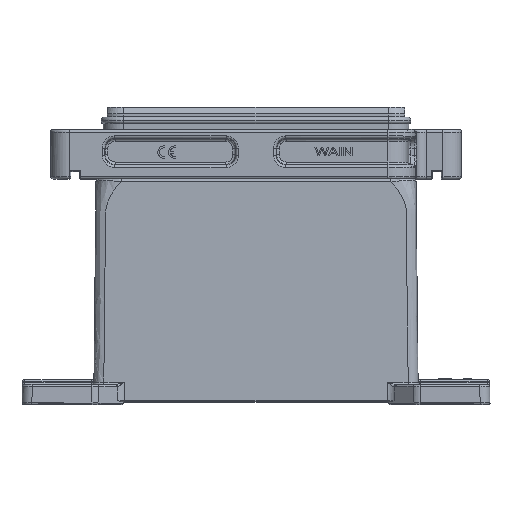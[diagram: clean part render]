
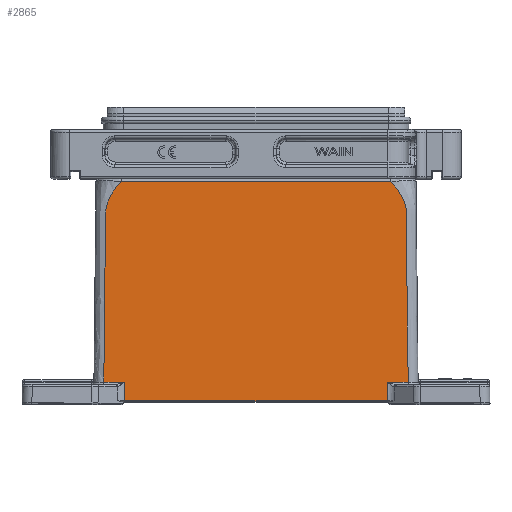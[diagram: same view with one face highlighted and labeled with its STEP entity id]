
A CAD part, top view. The second image highlights one B-rep face of the part: STEP entity #2865.
In plain terms, the highlighted planar face has unit normal (0, 0.011, 1).
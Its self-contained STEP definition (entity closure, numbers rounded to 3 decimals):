
#2865=ADVANCED_FACE('NONE',(#4825),#3830,.T.);
#3830=PLANE('',#24876);
#4825=FACE_OUTER_BOUND('',#6273,.T.);
#6273=EDGE_LOOP('',(#13991,#13992,#13993,#13994,#13995,#13996,#13997,#13998));
#7903=LINE('',#43090,#9431);
#7904=LINE('',#43134,#9432);
#7905=LINE('',#43136,#9433);
#7906=LINE('',#43138,#9434);
#7907=LINE('',#43140,#9435);
#7908=LINE('',#43142,#9436);
#9431=VECTOR('',#28816,1.);
#9432=VECTOR('',#28817,1.);
#9433=VECTOR('',#28818,1.);
#9434=VECTOR('',#28819,1.);
#9435=VECTOR('',#28820,1.);
#9436=VECTOR('',#28821,1.);
#13991=ORIENTED_EDGE('',*,*,#21289,.T.);
#13992=ORIENTED_EDGE('',*,*,#21290,.T.);
#13993=ORIENTED_EDGE('',*,*,#21291,.T.);
#13994=ORIENTED_EDGE('',*,*,#21292,.T.);
#13995=ORIENTED_EDGE('',*,*,#21293,.T.);
#13996=ORIENTED_EDGE('',*,*,#21294,.T.);
#13997=ORIENTED_EDGE('',*,*,#21295,.T.);
#13998=ORIENTED_EDGE('',*,*,#21296,.T.);
#18357=VERTEX_POINT('',#43088);
#18358=VERTEX_POINT('',#43089);
#18359=VERTEX_POINT('',#43091);
#18360=VERTEX_POINT('',#43133);
#18361=VERTEX_POINT('',#43135);
#18362=VERTEX_POINT('',#43137);
#18363=VERTEX_POINT('',#43139);
#18364=VERTEX_POINT('',#43141);
#21289=EDGE_CURVE('NONE',#18357,#18358,#23364,.T.);
#21290=EDGE_CURVE('NONE',#18358,#18359,#7903,.T.);
#21291=EDGE_CURVE('NONE',#18359,#18360,#23365,.T.);
#21292=EDGE_CURVE('NONE',#18360,#18361,#7904,.T.);
#21293=EDGE_CURVE('NONE',#18361,#18362,#7905,.T.);
#21294=EDGE_CURVE('NONE',#18362,#18363,#7906,.T.);
#21295=EDGE_CURVE('NONE',#18363,#18364,#7907,.T.);
#21296=EDGE_CURVE('NONE',#18364,#18357,#7908,.T.);
#23364=B_SPLINE_CURVE_WITH_KNOTS('',3,(#43044,#43045,#43046,#43047,#43048,
#43049,#43050,#43051,#43052,#43053,#43054,#43055,#43056,#43057,#43058,#43059,
#43060,#43061,#43062,#43063,#43064,#43065,#43066,#43067,#43068,#43069,#43070,
#43071,#43072,#43073,#43074,#43075,#43076,#43077,#43078,#43079,#43080,#43081,
#43082,#43083,#43084,#43085,#43086,#43087),.UNSPECIFIED.,.F.,.F.,(4,2,1,
1,1,1,1,1,2,2,1,1,1,1,1,2,2,2,2,2,2,2,2,1,2,2,2,4),(0.,0.5,
0.625,0.687,0.719,0.734,
0.742,0.746,0.748,0.75,0.781,
0.797,0.805,0.809,0.811,
0.812,0.812,0.816,0.82,
0.828,0.844,0.859,0.875,
0.906,0.922,0.937,0.969,
1.),.UNSPECIFIED.);
#23365=B_SPLINE_CURVE_WITH_KNOTS('',3,(#43092,#43093,#43094,#43095,#43096,
#43097,#43098,#43099,#43100,#43101,#43102,#43103,#43104,#43105,#43106,#43107,
#43108,#43109,#43110,#43111,#43112,#43113,#43114,#43115,#43116,#43117,#43118,
#43119,#43120,#43121,#43122,#43123,#43124,#43125,#43126,#43127,#43128,#43129,
#43130,#43131,#43132),.UNSPECIFIED.,.F.,.F.,(4,1,1,1,2,2,1,2,2,1,1,1,2,
2,1,1,1,1,1,2,2,1,1,1,1,1,2,2,4),(0.,0.062,0.094,
0.109,0.117,0.125,0.141,
0.148,0.156,0.172,0.18,
0.184,0.186,0.187,0.219,
0.234,0.242,0.246,0.248,
0.249,0.25,0.375,0.437,
0.469,0.484,0.492,0.496,
0.5,1.),.UNSPECIFIED.);
#24876=AXIS2_PLACEMENT_3D('',#43143,#28822,#28823);
#28816=DIRECTION('',(-1.,0.,0.));
#28817=DIRECTION('',(1.,0.,0.));
#28818=DIRECTION('',(0.014,-1.,0.01));
#28819=DIRECTION('',(1.,0.,0.));
#28820=DIRECTION('',(0.014,1.,-0.01));
#28821=DIRECTION('',(1.,0.,0.));
#28822=DIRECTION('',(0.,0.01,1.));
#28823=DIRECTION('',(0.,-1.,0.01));
#43044=CARTESIAN_POINT('',(61.459,7.99,29.859));
#43045=CARTESIAN_POINT('',(61.314,21.789,29.714));
#43046=CARTESIAN_POINT('',(61.17,35.589,29.57));
#43047=CARTESIAN_POINT('',(60.989,52.838,29.389));
#43048=CARTESIAN_POINT('',(60.935,58.013,29.335));
#43049=CARTESIAN_POINT('',(60.872,64.05,29.272));
#43050=CARTESIAN_POINT('',(60.84,67.069,29.24));
#43051=CARTESIAN_POINT('',(60.825,68.578,29.224));
#43052=CARTESIAN_POINT('',(60.817,69.333,29.216));
#43053=CARTESIAN_POINT('',(60.813,69.71,29.212));
#43054=CARTESIAN_POINT('',(60.811,69.872,29.211));
#43055=CARTESIAN_POINT('',(60.81,69.98,29.21));
#43056=CARTESIAN_POINT('',(60.81,69.993,29.21));
#43057=CARTESIAN_POINT('',(60.793,71.601,29.193));
#43058=CARTESIAN_POINT('',(60.774,73.383,29.174));
#43059=CARTESIAN_POINT('',(60.762,74.608,29.161));
#43060=CARTESIAN_POINT('',(60.758,75.006,29.157));
#43061=CARTESIAN_POINT('',(60.757,75.152,29.155));
#43062=CARTESIAN_POINT('',(60.756,75.211,29.155));
#43063=CARTESIAN_POINT('',(60.756,75.234,29.155));
#43064=CARTESIAN_POINT('',(60.756,75.249,29.154));
#43065=CARTESIAN_POINT('',(60.756,75.224,29.155));
#43066=CARTESIAN_POINT('',(60.754,75.414,29.153));
#43067=CARTESIAN_POINT('',(60.753,75.544,29.151));
#43068=CARTESIAN_POINT('',(60.75,75.76,29.149));
#43069=CARTESIAN_POINT('',(60.75,75.791,29.149));
#43070=CARTESIAN_POINT('',(60.743,76.144,29.145));
#43071=CARTESIAN_POINT('',(60.736,76.342,29.143));
#43072=CARTESIAN_POINT('',(60.698,76.981,29.136));
#43073=CARTESIAN_POINT('',(60.651,77.422,29.132));
#43074=CARTESIAN_POINT('',(60.524,78.261,29.123));
#43075=CARTESIAN_POINT('',(60.442,78.68,29.119));
#43076=CARTESIAN_POINT('',(60.241,79.518,29.11));
#43077=CARTESIAN_POINT('',(60.111,79.969,29.105));
#43078=CARTESIAN_POINT('',(59.731,81.127,29.093));
#43079=CARTESIAN_POINT('',(59.255,82.285,29.081));
#43080=CARTESIAN_POINT('',(58.636,83.441,29.069));
#43081=CARTESIAN_POINT('',(58.191,84.212,29.061));
#43082=CARTESIAN_POINT('',(57.929,84.635,29.056));
#43083=CARTESIAN_POINT('',(57.241,85.678,29.045));
#43084=CARTESIAN_POINT('',(56.708,86.401,29.038));
#43085=CARTESIAN_POINT('',(55.629,87.734,29.024));
#43086=CARTESIAN_POINT('',(55.059,88.382,29.017));
#43087=CARTESIAN_POINT('',(54.46,89.01,29.01));
#43088=CARTESIAN_POINT('',(61.459,7.99,29.859));
#43089=CARTESIAN_POINT('',(54.46,89.01,29.01));
#43090=CARTESIAN_POINT('',(-68.294,89.01,29.01));
#43091=CARTESIAN_POINT('',(-54.461,89.011,29.01));
#43092=CARTESIAN_POINT('',(-54.461,89.011,29.01));
#43093=CARTESIAN_POINT('',(-55.827,87.57,29.025));
#43094=CARTESIAN_POINT('',(-57.542,85.408,29.048));
#43095=CARTESIAN_POINT('',(-58.958,82.883,29.075));
#43096=CARTESIAN_POINT('',(-59.52,81.619,29.088));
#43097=CARTESIAN_POINT('',(-59.73,81.078,29.093));
#43098=CARTESIAN_POINT('',(-59.862,80.717,29.097));
#43099=CARTESIAN_POINT('',(-59.916,80.564,29.099));
#43100=CARTESIAN_POINT('',(-60.122,79.938,29.105));
#43101=CARTESIAN_POINT('',(-60.3,79.31,29.112));
#43102=CARTESIAN_POINT('',(-60.437,78.681,29.119));
#43103=CARTESIAN_POINT('',(-60.519,78.262,29.123));
#43104=CARTESIAN_POINT('',(-60.562,78.012,29.126));
#43105=CARTESIAN_POINT('',(-60.639,77.502,29.131));
#43106=CARTESIAN_POINT('',(-60.698,76.925,29.137));
#43107=CARTESIAN_POINT('',(-60.737,76.133,29.145));
#43108=CARTESIAN_POINT('',(-60.749,75.707,29.15));
#43109=CARTESIAN_POINT('',(-60.752,75.519,29.152));
#43110=CARTESIAN_POINT('',(-60.754,75.391,29.153));
#43111=CARTESIAN_POINT('',(-60.755,75.272,29.154));
#43112=CARTESIAN_POINT('',(-60.757,75.104,29.156));
#43113=CARTESIAN_POINT('',(-60.765,74.338,29.164));
#43114=CARTESIAN_POINT('',(-60.783,72.521,29.183));
#43115=CARTESIAN_POINT('',(-60.795,71.381,29.195));
#43116=CARTESIAN_POINT('',(-60.802,70.754,29.202));
#43117=CARTESIAN_POINT('',(-60.805,70.425,29.205));
#43118=CARTESIAN_POINT('',(-60.807,70.281,29.206));
#43119=CARTESIAN_POINT('',(-60.808,70.185,29.208));
#43120=CARTESIAN_POINT('',(-60.809,70.088,29.209));
#43121=CARTESIAN_POINT('',(-60.81,69.948,29.21));
#43122=CARTESIAN_POINT('',(-60.838,67.256,29.238));
#43123=CARTESIAN_POINT('',(-60.917,59.77,29.317));
#43124=CARTESIAN_POINT('',(-60.967,54.941,29.367));
#43125=CARTESIAN_POINT('',(-60.995,52.255,29.395));
#43126=CARTESIAN_POINT('',(-61.01,50.844,29.41));
#43127=CARTESIAN_POINT('',(-61.017,50.225,29.417));
#43128=CARTESIAN_POINT('',(-61.021,49.809,29.421));
#43129=CARTESIAN_POINT('',(-61.024,49.563,29.423));
#43130=CARTESIAN_POINT('',(-61.26,26.993,29.66));
#43131=CARTESIAN_POINT('',(-61.405,13.193,29.804));
#43132=CARTESIAN_POINT('',(-61.459,7.99,29.859));
#43133=CARTESIAN_POINT('',(-61.459,7.99,29.859));
#43134=CARTESIAN_POINT('',(-68.294,7.99,29.859));
#43135=CARTESIAN_POINT('',(-53.024,7.99,29.859));
#43136=CARTESIAN_POINT('',(-53.024,7.99,29.859));
#43137=CARTESIAN_POINT('',(-52.917,0.505,29.937));
#43138=CARTESIAN_POINT('',(-68.294,0.505,29.937));
#43139=CARTESIAN_POINT('',(52.917,0.505,29.937));
#43140=CARTESIAN_POINT('',(52.917,0.505,29.937));
#43141=CARTESIAN_POINT('',(53.024,7.99,29.859));
#43142=CARTESIAN_POINT('',(-68.294,7.99,29.859));
#43143=CARTESIAN_POINT('',(-68.294,90.,29.));
